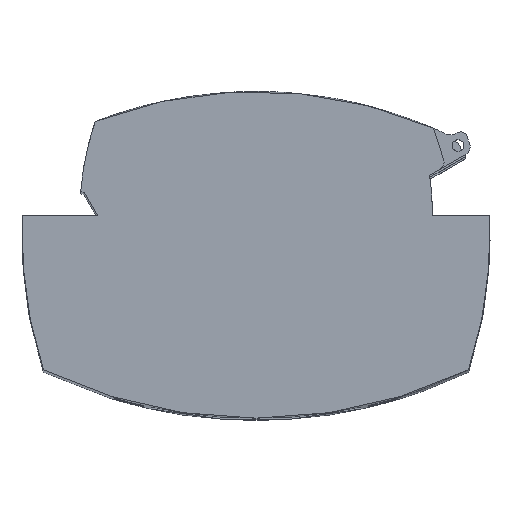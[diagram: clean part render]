
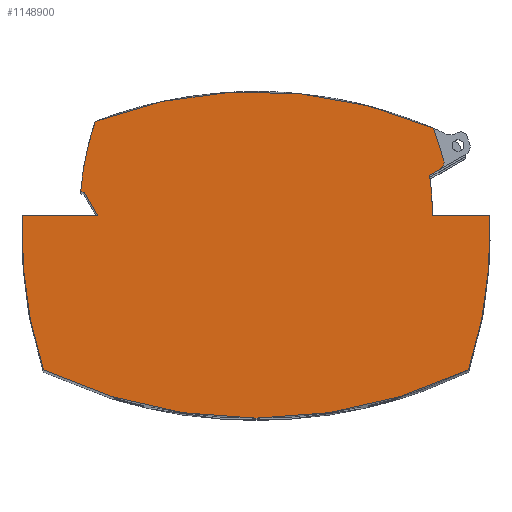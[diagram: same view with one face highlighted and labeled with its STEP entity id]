
A CAD part, top view. The second image highlights one B-rep face of the part: STEP entity #1148900.
In plain terms, the highlighted planar face has unit normal (0, 0, 1).
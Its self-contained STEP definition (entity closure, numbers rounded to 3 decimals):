
#1119610=CARTESIAN_POINT('',(-8.135,-3.166,
236.35));
#1119620=DIRECTION('',(0.,0.,-1.));
#1119630=DIRECTION('',(1.,0.,0.));
#1119640=AXIS2_PLACEMENT_3D('',#1119610,#1119620,#1119630);
#1119650=CIRCLE('',#1119640,76.);
#1119660=CARTESIAN_POINT('',(67.799,0.,
236.35));
#1119670=VERTEX_POINT('',#1119660);
#1119680=CARTESIAN_POINT('',(64.15,-26.639,
236.35));
#1119690=VERTEX_POINT('',#1119680);
#1119700=EDGE_CURVE('',#1119670,#1119690,#1119650,.T.);
#1146920=CARTESIAN_POINT('',(58.079,15.128,
236.35));
#1146930=VERTEX_POINT('',#1146920);
#1146960=CARTESIAN_POINT('',(27.386,-55.6,
236.35));
#1146970=DIRECTION('',(0.,0.,-1.));
#1146980=DIRECTION('',(1.,0.,0.));
#1146990=AXIS2_PLACEMENT_3D('',#1146960,#1146970,#1146980);
#1147000=CIRCLE('',#1146990,77.1);
#1147010=CARTESIAN_POINT('',(-0.408,16.316,
236.35));
#1147020=VERTEX_POINT('',#1147010);
#1147030=EDGE_CURVE('',#1147020,#1146930,#1147000,.T.);
#1147920=CARTESIAN_POINT('',(43.235,-21.151,
236.35));
#1147930=DIRECTION('',(0.,0.,1.));
#1147940=DIRECTION('',(-0.707,-0.707,
0.));
#1147950=AXIS2_PLACEMENT_3D('',#1147920,#1147930,#1147940);
#1147960=PLANE('',#1147950);
#1147970=CARTESIAN_POINT('',(68.089,-15.447,
236.35));
#1147980=DIRECTION('',(-0.311,0.95,
0.));
#1147990=VECTOR('',#1147980,1.);
#1148000=LINE('',#1147970,#1147990);
#1148010=CARTESIAN_POINT('',(59.837,9.758,
236.35));
#1148020=VERTEX_POINT('',#1148010);
#1148030=EDGE_CURVE('',#1148020,#1146930,#1148000,.T.);
#1148040=ORIENTED_EDGE('',*,*,#1148030,.T.);
#1148050=CARTESIAN_POINT('',(58.411,9.291,
236.35));
#1148060=DIRECTION('',(0.,0.,-1.));
#1148070=DIRECTION('',(1.,0.,0.));
#1148080=AXIS2_PLACEMENT_3D('',#1148050,#1148060,#1148070);
#1148090=CIRCLE('',#1148080,1.5);
#1148100=CARTESIAN_POINT('',(59.161,7.992,
236.35));
#1148110=VERTEX_POINT('',#1148100);
#1148120=EDGE_CURVE('',#1148020,#1148110,#1148090,.T.);
#1148130=ORIENTED_EDGE('',*,*,#1148120,.F.);
#1148140=CARTESIAN_POINT('',(56.339,6.362,
236.35));
#1148150=DIRECTION('',(-0.866,-0.5,
0.));
#1148160=VECTOR('',#1148150,1.);
#1148170=LINE('',#1148140,#1148160);
#1148180=CARTESIAN_POINT('',(57.41,6.981,
236.35));
#1148190=VERTEX_POINT('',#1148180);
#1148200=EDGE_CURVE('',#1148110,#1148190,#1148170,.T.);
#1148210=ORIENTED_EDGE('',*,*,#1148200,.F.);
#1148220=CARTESIAN_POINT('',(7.887,0.092,
236.35));
#1148230=DIRECTION('',(0.,0.,-1.));
#1148240=DIRECTION('',(1.,0.,0.));
#1148250=AXIS2_PLACEMENT_3D('',#1148220,#1148230,#1148240);
#1148260=CIRCLE('',#1148250,50.);
#1148270=CARTESIAN_POINT('',(57.886,0.,
236.35));
#1148280=VERTEX_POINT('',#1148270);
#1148290=EDGE_CURVE('',#1148190,#1148280,#1148260,.T.);
#1148300=ORIENTED_EDGE('',*,*,#1148290,.F.);
#1148310=CARTESIAN_POINT('',(-4.582,0.,
236.35));
#1148320=DIRECTION('',(-1.,0.,0.));
#1148330=VECTOR('',#1148320,1.);
#1148340=LINE('',#1148310,#1148330);
#1148350=EDGE_CURVE('',#1119670,#1148280,#1148340,.T.);
#1148360=ORIENTED_EDGE('',*,*,#1148350,.T.);
#1148370=ORIENTED_EDGE('',*,*,#1119700,.F.);
#1148380=CARTESIAN_POINT('',(27.386,50.,
236.35));
#1148390=DIRECTION('',(0.,0.,1.));
#1148400=DIRECTION('',(1.,0.,0.));
#1148410=AXIS2_PLACEMENT_3D('',#1148380,#1148390,#1148400);
#1148420=CIRCLE('',#1148410,85.);
#1148430=CARTESIAN_POINT('',(-9.377,-26.639,
236.35));
#1148440=VERTEX_POINT('',#1148430);
#1148450=EDGE_CURVE('',#1148440,#1119690,#1148420,.T.);
#1148460=ORIENTED_EDGE('',*,*,#1148450,.T.);
#1148470=CARTESIAN_POINT('',(62.908,-3.166,
236.35));
#1148480=DIRECTION('',(0.,0.,1.));
#1148490=DIRECTION('',(1.,0.,0.));
#1148500=AXIS2_PLACEMENT_3D('',#1148470,#1148480,#1148490);
#1148510=CIRCLE('',#1148500,76.);
#1148520=CARTESIAN_POINT('',(-13.027,0.,
236.35));
#1148530=VERTEX_POINT('',#1148520);
#1148540=EDGE_CURVE('',#1148530,#1148440,#1148510,.T.);
#1148550=ORIENTED_EDGE('',*,*,#1148540,.T.);
#1148560=CARTESIAN_POINT('',(-4.582,0.,
236.35));
#1148570=DIRECTION('',(-1.,0.,0.));
#1148580=VECTOR('',#1148570,1.);
#1148590=LINE('',#1148560,#1148580);
#1148600=CARTESIAN_POINT('',(0.,0.,
236.35));
#1148610=VERTEX_POINT('',#1148600);
#1148620=EDGE_CURVE('',#1148610,#1148530,#1148590,.T.);
#1148630=ORIENTED_EDGE('',*,*,#1148620,.T.);
#1148640=CARTESIAN_POINT('',(-1.677,2.905,
236.35));
#1148650=DIRECTION('',(0.5,-0.866,0.));
#1148660=VECTOR('',#1148650,1.);
#1148670=LINE('',#1148640,#1148660);
#1148680=CARTESIAN_POINT('',(-2.309,4.,
236.35));
#1148690=VERTEX_POINT('',#1148680);
#1148700=EDGE_CURVE('',#1148690,#1148610,#1148670,.T.);
#1148710=ORIENTED_EDGE('',*,*,#1148700,.T.);
#1148720=CARTESIAN_POINT('',(-0.995,3.586,
236.35));
#1148730=DIRECTION('',(0.954,-0.3,
0.));
#1148740=VECTOR('',#1148730,1.);
#1148750=LINE('',#1148720,#1148740);
#1148760=CARTESIAN_POINT('',(-2.945,4.2,
236.35));
#1148770=VERTEX_POINT('',#1148760);
#1148780=EDGE_CURVE('',#1148770,#1148690,#1148750,.T.);
#1148790=ORIENTED_EDGE('',*,*,#1148780,.T.);
#1148800=CARTESIAN_POINT('',(46.886,0.092,
236.35));
#1148810=DIRECTION('',(0.,0.,1.));
#1148820=DIRECTION('',(1.,0.,0.));
#1148830=AXIS2_PLACEMENT_3D('',#1148800,#1148810,#1148820);
#1148840=CIRCLE('',#1148830,50.);
#1148850=EDGE_CURVE('',#1147020,#1148770,#1148840,.T.);
#1148860=ORIENTED_EDGE('',*,*,#1148850,.T.);
#1148870=ORIENTED_EDGE('',*,*,#1147030,.F.);
#1148880=EDGE_LOOP('',(#1148870,#1148860,#1148790,#1148710,#1148630,
#1148550,#1148460,#1148370,#1148360,#1148300,#1148210,#1148130,#1148040)
);
#1148890=FACE_OUTER_BOUND('',#1148880,.T.);
#1148900=ADVANCED_FACE('',(#1148890),#1147960,.T.);
